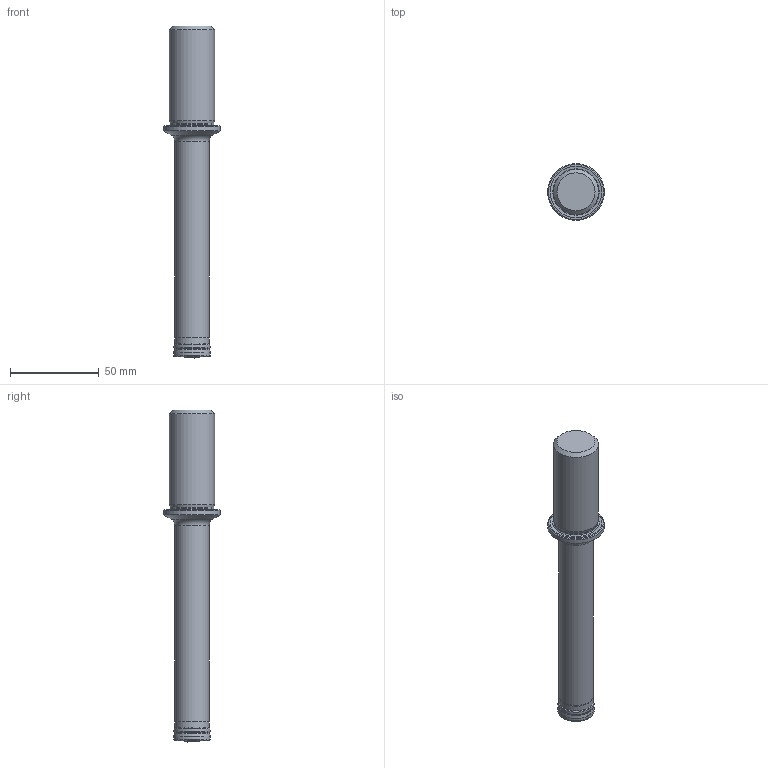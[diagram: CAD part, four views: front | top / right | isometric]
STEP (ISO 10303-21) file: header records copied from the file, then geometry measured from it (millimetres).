
FILE_DESCRIPTION(/* description */ (''),/* implementation_level */ '2;1');
FILE_NAME(/* name */ '62227770_cgr_000~00_214.stp',/* time_stamp */ '2022-07-12T17:03:37+06:00',/* author */ (''),/* organization */ (''),/* preprocessor_version */ 'ST-DEVELOPER v16.7',/* originating_system */ 'SIEMENS PLM Software NX 12.0',/* authorisation */ '');
FILE_SCHEMA (('AUTOMOTIVE_DESIGN { 1 0 10303 214 3 1 1 1 }'));
Length unit declared in the file: millimetre
Products named in the file (1): 62227770_cgr_000~00
Bounding box: 31.9 x 31.9 x 186.82 mm (x, y, z)
Volume: 71632.7 mm3; surface area: 15382.5 mm2
Topology: 3 solids, 3 shells, 80 faces, 285 edges, 277 vertices
Faces by surface type: revolution 60, cone 8, cylinder 5, plane 4, torus 3
Full cylindrical faces by diameter (mm): 19.45 x1, 19.6 x1, 24.694 x1, 25.4 x1, 31.9 x1
Entity records: 2544 total; most frequent: DIRECTION 464, CARTESIAN_POINT 371, AXIS2_PLACEMENT_3D 172, EDGE_LOOP 156, ORIENTED_EDGE 156, FACE_BOUND 154, ADVANCED_FACE 80, VERTEX_POINT 79
